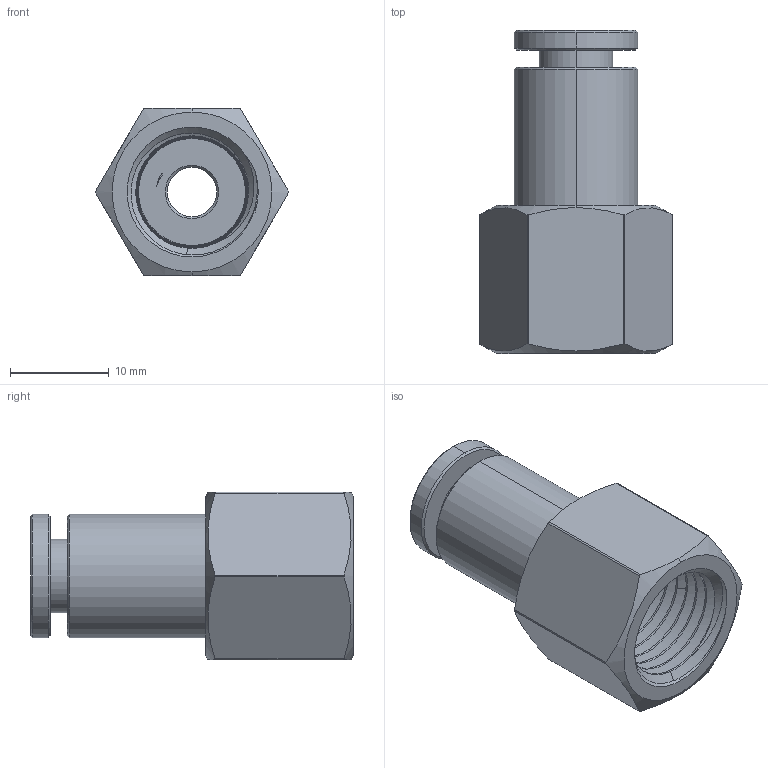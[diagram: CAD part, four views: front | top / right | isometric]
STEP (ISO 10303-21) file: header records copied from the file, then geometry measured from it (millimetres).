
FILE_DESCRIPTION (( 'STEP AP203' ), '1' );
FILE_NAME ('FCS6R1-4W.step', '2016-12-28T23:36:43', ( '' ), ( '' ), 'SwSTEP 2.0', 'SolidWorks 2016', '' );
FILE_SCHEMA (( 'CONFIG_CONTROL_DESIGN' ));
Length unit declared in the file: millimetre
Products named in the file (1): FCS6R1-4W
Bounding box: 19.57 x 32.74 x 17 mm (x, y, z)
Volume: 3585 mm3; surface area: 4416.9 mm2
Topology: 5 solids, 5 shells, 336 faces, 934 edges, 613 vertices
Faces by surface type: cone 123, plane 113, cylinder 58, bspline 42
Entity records: 15490 total; most frequent: CARTESIAN_POINT 7516, ORIENTED_EDGE 1868, DIRECTION 1382, EDGE_CURVE 934, VERTEX_POINT 613, AXIS2_PLACEMENT_3D 570, B_SPLINE_CURVE_WITH_KNOTS 417, EDGE_LOOP 351
